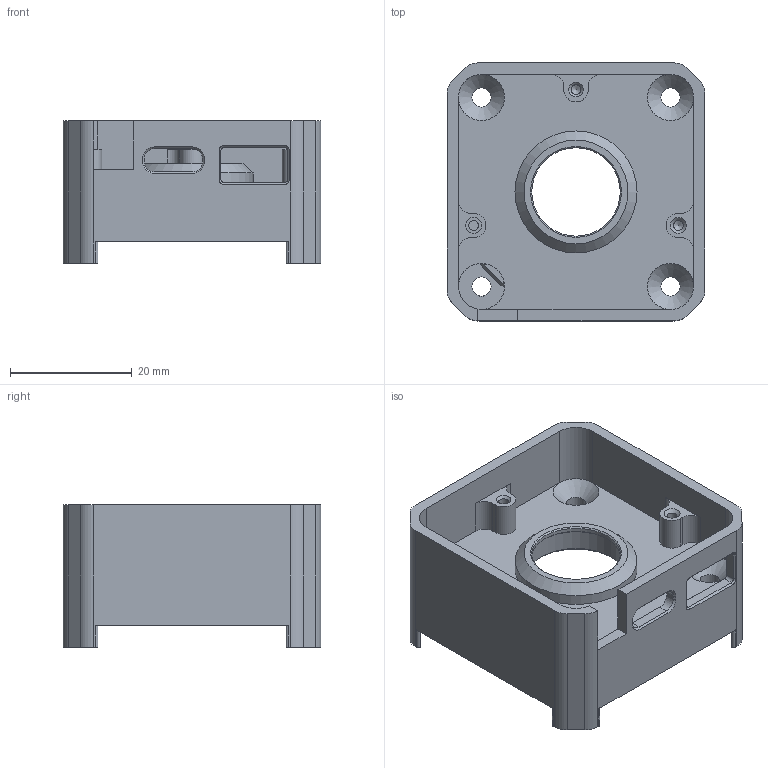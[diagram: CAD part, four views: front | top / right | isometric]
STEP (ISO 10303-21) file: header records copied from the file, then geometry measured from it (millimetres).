
FILE_DESCRIPTION(/* description */ (''),/* implementation_level */ '2;1');
FILE_NAME(/* name */ 'Servo v22.step',/* time_stamp */ '2023-08-06T21:45:30-07:00',/* author */ (''),/* organization */ (''),/* preprocessor_version */ 'ST-DEVELOPER v19.2',/* originating_system */ 'Autodesk Translation Framework v12.6.0.85',/* authorisation */ '');
FILE_SCHEMA (('AUTOMOTIVE_DESIGN { 1 0 10303 214 3 1 1 }'));
Length unit declared in the file: millimetre
Products named in the file (2): Servo; Component5
Assembly tree (1 placements, depth 2):
  Servo
    Component5
Bounding box: 42.3 x 42.3 x 23.35 mm (x, y, z)
Volume: 10635.8 mm3; surface area: 9657.9 mm2
Topology: 1 solids, 1 shells, 125 faces, 337 edges, 212 vertices
Faces by surface type: cylinder 52, plane 50, cone 23
Full cylindrical faces by diameter (mm): 1.623 x3, 3.15 x4, 14.5 x1, 16.01 x1, 20.01 x1, 38.3 x1
Entity records: 4141 total; most frequent: DIRECTION 719, CARTESIAN_POINT 688, ORIENTED_EDGE 668, EDGE_CURVE 334, AXIS2_PLACEMENT_3D 259, VERTEX_POINT 212, LINE 201, VECTOR 201
